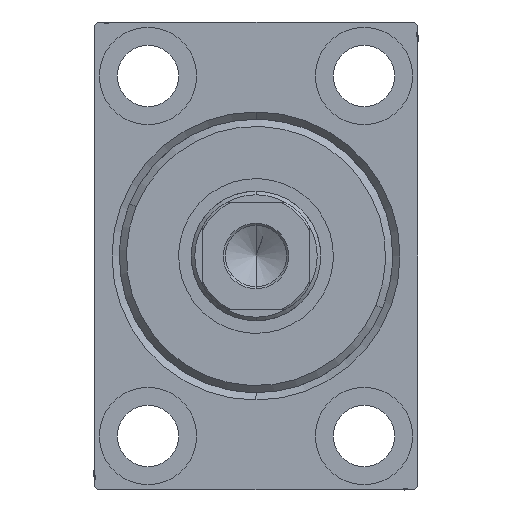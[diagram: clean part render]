
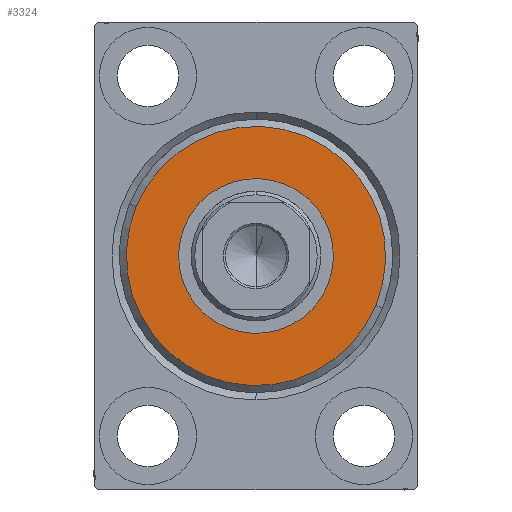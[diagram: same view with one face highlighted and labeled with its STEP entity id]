
A CAD part, left-side view. The second image highlights one B-rep face of the part: STEP entity #3324.
In plain terms, the highlighted face is planar.
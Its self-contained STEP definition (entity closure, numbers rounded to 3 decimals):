
#1195 = DIRECTION ( 'NONE',  ( 0., 0., -1. ) ) ;
#1391 = CARTESIAN_POINT ( 'NONE',  ( 3., 0., -10.75 ) ) ;
#1810 = VERTEX_POINT ( 'NONE', #15059 ) ;
#3324 = ADVANCED_FACE ( 'NONE', ( #41158, #17343 ), #3440, .T. ) ;
#3440 = PLANE ( 'NONE',  #24813 ) ;
#5255 = EDGE_CURVE ( 'NONE', #16293, #24255, #43481, .T. ) ;
#6498 = AXIS2_PLACEMENT_3D ( 'NONE', #37625, #13382, #37188 ) ;
#6804 = CIRCLE ( 'NONE', #15395, 18. ) ;
#7008 = DIRECTION ( 'NONE',  ( 0., 0., -1. ) ) ;
#7472 = CARTESIAN_POINT ( 'NONE',  ( 3., 0., 0. ) ) ;
#10754 = EDGE_CURVE ( 'NONE', #1810, #36903, #44265, .T. ) ;
#11030 = DIRECTION ( 'NONE',  ( 0., 0., -1. ) ) ;
#11902 = ORIENTED_EDGE ( 'NONE', *, *, #5255, .T. ) ;
#13259 = EDGE_LOOP ( 'NONE', ( #42791, #22379 ) ) ;
#13382 = DIRECTION ( 'NONE',  ( -1., 0., 0. ) ) ;
#13962 = CARTESIAN_POINT ( 'NONE',  ( 3., 0., 0. ) ) ;
#13990 = DIRECTION ( 'NONE',  ( 1., 0., 0. ) ) ;
#14396 = DIRECTION ( 'NONE',  ( -1., 0., 0. ) ) ;
#15059 = CARTESIAN_POINT ( 'NONE',  ( 3., 0., -18. ) ) ;
#15395 = AXIS2_PLACEMENT_3D ( 'NONE', #35323, #38686, #1195 ) ;
#16293 = VERTEX_POINT ( 'NONE', #32574 ) ;
#16948 = AXIS2_PLACEMENT_3D ( 'NONE', #17309, #14396, #11030 ) ;
#17309 = CARTESIAN_POINT ( 'NONE',  ( 3., 0., 0. ) ) ;
#17343 = FACE_BOUND ( 'NONE', #20494, .T. ) ;
#20494 = EDGE_LOOP ( 'NONE', ( #11902, #29840 ) ) ;
#22379 = ORIENTED_EDGE ( 'NONE', *, *, #10754, .T. ) ;
#23843 = DIRECTION ( 'NONE',  ( 1., 0., 0. ) ) ;
#24255 = VERTEX_POINT ( 'NONE', #1391 ) ;
#24590 = EDGE_CURVE ( 'NONE', #24255, #16293, #33750, .T. ) ;
#24813 = AXIS2_PLACEMENT_3D ( 'NONE', #7472, #13990, #34876 ) ;
#29840 = ORIENTED_EDGE ( 'NONE', *, *, #24590, .T. ) ;
#30676 = AXIS2_PLACEMENT_3D ( 'NONE', #13962, #23843, #7008 ) ;
#32574 = CARTESIAN_POINT ( 'NONE',  ( 3., 0., 10.75 ) ) ;
#33750 = CIRCLE ( 'NONE', #6498, 10.75 ) ;
#34876 = DIRECTION ( 'NONE',  ( 0., 0., -1. ) ) ;
#35323 = CARTESIAN_POINT ( 'NONE',  ( 3., 0., 0. ) ) ;
#36903 = VERTEX_POINT ( 'NONE', #39128 ) ;
#37188 = DIRECTION ( 'NONE',  ( 0., 0., -1. ) ) ;
#37625 = CARTESIAN_POINT ( 'NONE',  ( 3., 0., 0. ) ) ;
#38686 = DIRECTION ( 'NONE',  ( 1., 0., 0. ) ) ;
#39128 = CARTESIAN_POINT ( 'NONE',  ( 3., 0., 18. ) ) ;
#41158 = FACE_OUTER_BOUND ( 'NONE', #13259, .T. ) ;
#42791 = ORIENTED_EDGE ( 'NONE', *, *, #44283, .T. ) ;
#43481 = CIRCLE ( 'NONE', #16948, 10.75 ) ;
#44265 = CIRCLE ( 'NONE', #30676, 18. ) ;
#44283 = EDGE_CURVE ( 'NONE', #36903, #1810, #6804, .T. ) ;
